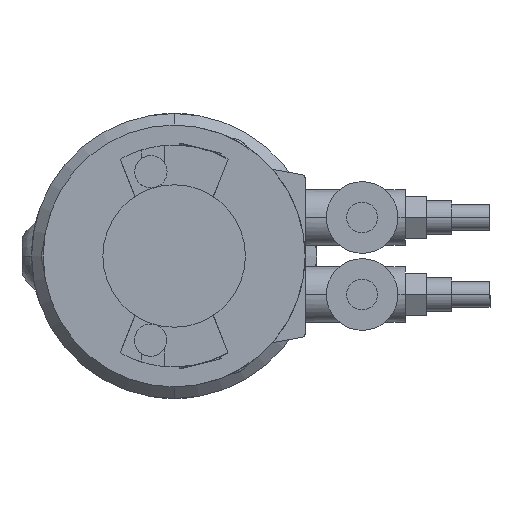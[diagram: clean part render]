
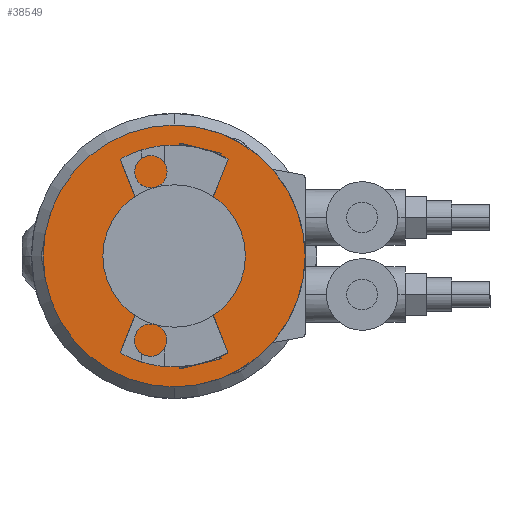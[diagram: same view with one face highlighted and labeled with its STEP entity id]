
A CAD part, left-side view. The second image highlights one B-rep face of the part: STEP entity #38549.
In plain terms, the highlighted planar face has unit normal (-1, 0, 0).
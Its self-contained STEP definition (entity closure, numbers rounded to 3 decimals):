
#393 = CARTESIAN_POINT ( 'NONE',  ( -174.102, 39.456, -34.947 ) ) ;
#1292 = AXIS2_PLACEMENT_3D ( 'NONE', #26381, #6707, #29669 ) ;
#3586 = PLANE ( 'NONE',  #32491 ) ;
#4713 = DIRECTION ( 'NONE',  ( -1., 0., 0. ) ) ;
#5147 = EDGE_LOOP ( 'NONE', ( #5973, #33300 ) ) ;
#5973 = ORIENTED_EDGE ( 'NONE', *, *, #39305, .T. ) ;
#6707 = DIRECTION ( 'NONE',  ( -1., 0., 0. ) ) ;
#7455 = VERTEX_POINT ( 'NONE', #15812 ) ;
#7574 = CIRCLE ( 'NONE', #1292, 17. ) ;
#9566 = VERTEX_POINT ( 'NONE', #26821 ) ;
#10164 = CIRCLE ( 'NONE', #24282, 8.75 ) ;
#10355 = DIRECTION ( 'NONE',  ( 1., 0., 0. ) ) ;
#12602 = DIRECTION ( 'NONE',  ( -1., 0., 0. ) ) ;
#13562 = EDGE_LOOP ( 'NONE', ( #15146, #24808 ) ) ;
#14013 = CARTESIAN_POINT ( 'NONE',  ( -174.102, 39.456, -17.947 ) ) ;
#14780 = EDGE_CURVE ( 'NONE', #39236, #9566, #7574, .T. ) ;
#15146 = ORIENTED_EDGE ( 'NONE', *, *, #21537, .F. ) ;
#15400 = FACE_BOUND ( 'NONE', #13562, .T. ) ;
#15812 = CARTESIAN_POINT ( 'NONE',  ( -174.102, 30.706, -17.947 ) ) ;
#16361 = EDGE_CURVE ( 'NONE', #7455, #17396, #35354, .T. ) ;
#17317 = DIRECTION ( 'NONE',  ( 0., 1., 0. ) ) ;
#17396 = VERTEX_POINT ( 'NONE', #32193 ) ;
#21537 = EDGE_CURVE ( 'NONE', #17396, #7455, #10164, .T. ) ;
#24282 = AXIS2_PLACEMENT_3D ( 'NONE', #24383, #4713, #27667 ) ;
#24383 = CARTESIAN_POINT ( 'NONE',  ( -174.102, 39.456, -17.947 ) ) ;
#24808 = ORIENTED_EDGE ( 'NONE', *, *, #16361, .F. ) ;
#26381 = CARTESIAN_POINT ( 'NONE',  ( -174.102, 39.456, -17.947 ) ) ;
#26821 = CARTESIAN_POINT ( 'NONE',  ( -174.102, 39.456, -0.947 ) ) ;
#27667 = DIRECTION ( 'NONE',  ( 0., 1., 0. ) ) ;
#29669 = DIRECTION ( 'NONE',  ( 0., 1., 0. ) ) ;
#29990 = CARTESIAN_POINT ( 'NONE',  ( -174.102, 39.456, -9.197 ) ) ;
#30303 = AXIS2_PLACEMENT_3D ( 'NONE', #32261, #12602, #35587 ) ;
#32193 = CARTESIAN_POINT ( 'NONE',  ( -174.102, 48.206, -17.947 ) ) ;
#32261 = CARTESIAN_POINT ( 'NONE',  ( -174.102, 39.456, -17.947 ) ) ;
#32491 = AXIS2_PLACEMENT_3D ( 'NONE', #29990, #10355, #33344 ) ;
#32897 = FACE_OUTER_BOUND ( 'NONE', #5147, .T. ) ;
#33295 = CIRCLE ( 'NONE', #42474, 17. ) ;
#33300 = ORIENTED_EDGE ( 'NONE', *, *, #14780, .T. ) ;
#33344 = DIRECTION ( 'NONE',  ( 0., -1., 0. ) ) ;
#35354 = CIRCLE ( 'NONE', #30303, 8.75 ) ;
#35587 = DIRECTION ( 'NONE',  ( 0., 1., 0. ) ) ;
#36999 = DIRECTION ( 'NONE',  ( -1., 0., 0. ) ) ;
#38549 = ADVANCED_FACE ( 'NONE', ( #15400, #32897 ), #3586, .F. ) ;
#39236 = VERTEX_POINT ( 'NONE', #393 ) ;
#39305 = EDGE_CURVE ( 'NONE', #9566, #39236, #33295, .T. ) ;
#42474 = AXIS2_PLACEMENT_3D ( 'NONE', #14013, #36999, #17317 ) ;
